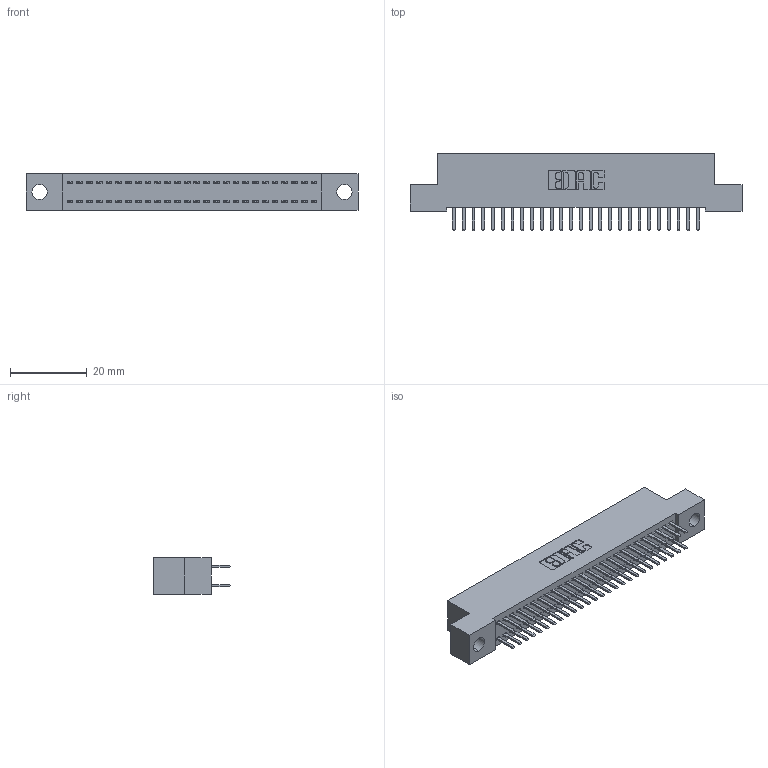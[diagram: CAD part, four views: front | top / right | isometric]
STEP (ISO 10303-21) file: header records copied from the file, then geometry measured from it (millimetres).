
FILE_DESCRIPTION (( 'STEP AP203' ), '1' );
FILE_NAME ('342-052-520-204.STEP', '2018-08-12T21:28:46', ( '' ), ( '' ), 'SwSTEP 2.0', 'SolidWorks 2016', '' );
FILE_SCHEMA (( 'CONFIG_CONTROL_DESIGN' ));
Length unit declared in the file: inch
Products named in the file (3): 342 Part_.156 TH; 345-292-001_345-293-120; 342-052-520-204
Assembly tree (53 placements, depth 2):
  342-052-520-204
    342 Part_.156 TH
    345-292-001_345-293-120  x52
Bounding box: 86.36 x 20.02 x 9.4 mm (x, y, z)
Volume: 7573.8 mm3; surface area: 11704.3 mm2
Topology: 53 solids, 53 shells, 3022 faces, 8775 edges, 5710 vertices
Faces by surface type: plane 2042, cylinder 980
Entity records: 18781 total; most frequent: CARTESIAN_POINT 3142, ORIENTED_EDGE 3066, DIRECTION 2701, EDGE_CURVE 1533, VECTOR 1401, LINE 1401, VERTEX_POINT 1018, AXIS2_PLACEMENT_3D 650
